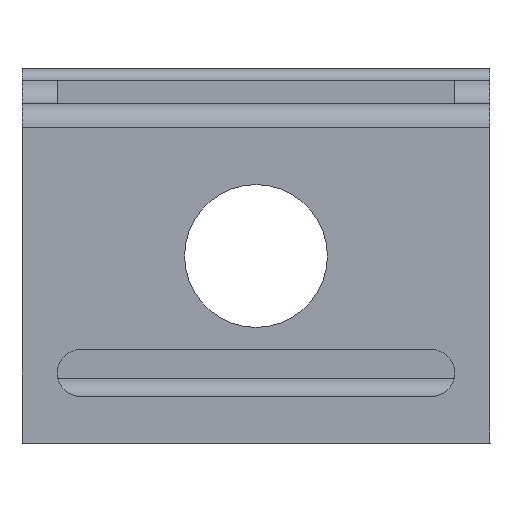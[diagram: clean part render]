
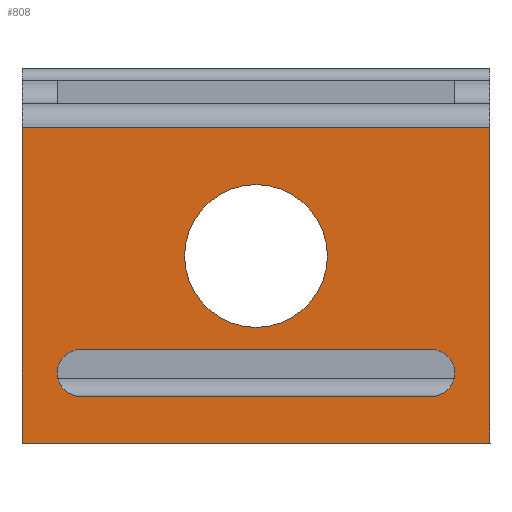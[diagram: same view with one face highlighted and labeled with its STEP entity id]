
A CAD part, left-side view. The second image highlights one B-rep face of the part: STEP entity #808.
In plain terms, the highlighted planar face has unit normal (-1, 0, 0).
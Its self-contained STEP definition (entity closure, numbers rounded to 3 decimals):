
#24=FACE_BOUND('',#133,.T.);
#25=FACE_BOUND('',#134,.T.);
#46=PLANE('',#901);
#85=FACE_OUTER_BOUND('',#132,.T.);
#132=EDGE_LOOP('',(#703,#704,#705,#706,#707));
#133=EDGE_LOOP('',(#708));
#134=EDGE_LOOP('',(#709,#710,#711,#712,#713,#714));
#150=LINE('',#1160,#225);
#194=LINE('',#1287,#269);
#195=LINE('',#1305,#270);
#203=LINE('',#1323,#278);
#211=LINE('',#1354,#286);
#213=LINE('',#1358,#288);
#214=LINE('',#1359,#289);
#225=VECTOR('',#922,10.);
#269=VECTOR('',#1044,10.);
#270=VECTOR('',#1067,10.);
#278=VECTOR('',#1081,10.);
#286=VECTOR('',#1121,10.);
#288=VECTOR('',#1125,10.);
#289=VECTOR('',#1126,10.);
#297=CIRCLE('',#830,2.);
#298=CIRCLE('',#833,2.);
#300=CIRCLE('',#836,6.1);
#315=CIRCLE('',#866,2.);
#322=CIRCLE('',#879,2.);
#336=VERTEX_POINT('',#1150);
#337=VERTEX_POINT('',#1152);
#339=VERTEX_POINT('',#1158);
#340=VERTEX_POINT('',#1162);
#342=VERTEX_POINT('',#1168);
#377=VERTEX_POINT('',#1268);
#383=VERTEX_POINT('',#1285);
#388=VERTEX_POINT('',#1302);
#389=VERTEX_POINT('',#1304);
#396=VERTEX_POINT('',#1321);
#403=VERTEX_POINT('',#1353);
#404=VERTEX_POINT('',#1357);
#410=EDGE_CURVE('',#336,#337,#297,.T.);
#414=EDGE_CURVE('',#339,#336,#150,.T.);
#415=EDGE_CURVE('',#340,#339,#298,.T.);
#418=EDGE_CURVE('',#342,#342,#300,.T.);
#469=EDGE_CURVE('',#377,#340,#315,.T.);
#478=EDGE_CURVE('',#377,#383,#194,.T.);
#485=EDGE_CURVE('',#337,#383,#322,.T.);
#487=EDGE_CURVE('',#389,#388,#195,.T.);
#497=EDGE_CURVE('',#396,#388,#203,.T.);
#512=EDGE_CURVE('',#403,#389,#211,.T.);
#514=EDGE_CURVE('',#404,#396,#213,.T.);
#515=EDGE_CURVE('',#404,#403,#214,.T.);
#703=ORIENTED_EDGE('',*,*,#497,.F.);
#704=ORIENTED_EDGE('',*,*,#514,.F.);
#705=ORIENTED_EDGE('',*,*,#515,.T.);
#706=ORIENTED_EDGE('',*,*,#512,.T.);
#707=ORIENTED_EDGE('',*,*,#487,.T.);
#708=ORIENTED_EDGE('',*,*,#418,.T.);
#709=ORIENTED_EDGE('',*,*,#469,.F.);
#710=ORIENTED_EDGE('',*,*,#478,.T.);
#711=ORIENTED_EDGE('',*,*,#485,.F.);
#712=ORIENTED_EDGE('',*,*,#410,.F.);
#713=ORIENTED_EDGE('',*,*,#414,.F.);
#714=ORIENTED_EDGE('',*,*,#415,.F.);
#808=ADVANCED_FACE('',(#85,#24,#25),#46,.T.);
#830=AXIS2_PLACEMENT_3D('',#1153,#915,#916);
#833=AXIS2_PLACEMENT_3D('',#1163,#925,#926);
#836=AXIS2_PLACEMENT_3D('',#1169,#932,#933);
#866=AXIS2_PLACEMENT_3D('',#1270,#1028,#1029);
#879=AXIS2_PLACEMENT_3D('',#1300,#1061,#1062);
#901=AXIS2_PLACEMENT_3D('',#1356,#1123,#1124);
#915=DIRECTION('center_axis',(-1.,0.,0.));
#916=DIRECTION('ref_axis',(0.,0.707,0.707));
#922=DIRECTION('',(0.,1.,0.));
#925=DIRECTION('center_axis',(-1.,0.,0.));
#926=DIRECTION('ref_axis',(0.,-0.707,0.707));
#932=DIRECTION('center_axis',(1.,0.,0.));
#933=DIRECTION('ref_axis',(0.,-1.,0.));
#1028=DIRECTION('center_axis',(-1.,0.,0.));
#1029=DIRECTION('ref_axis',(0.,-0.707,-0.707));
#1044=DIRECTION('',(0.,1.,0.));
#1061=DIRECTION('center_axis',(-1.,0.,0.));
#1062=DIRECTION('ref_axis',(0.,0.707,-0.707));
#1067=DIRECTION('',(0.,0.,1.));
#1081=DIRECTION('',(0.,-1.,0.));
#1121=DIRECTION('',(0.,0.,1.));
#1123=DIRECTION('center_axis',(-1.,0.,0.));
#1124=DIRECTION('ref_axis',(0.,0.,1.));
#1125=DIRECTION('',(0.,0.,1.));
#1126=DIRECTION('',(0.,-1.,0.));
#1150=CARTESIAN_POINT('',(-24.,15.,-8.));
#1152=CARTESIAN_POINT('',(-24.,17.,-10.));
#1153=CARTESIAN_POINT('Origin',(-24.,15.,-10.));
#1158=CARTESIAN_POINT('',(-24.,-15.,-8.));
#1160=CARTESIAN_POINT('',(-24.,-17.,-8.));
#1162=CARTESIAN_POINT('',(-24.,-17.,-10.));
#1163=CARTESIAN_POINT('Origin',(-24.,-15.,-10.));
#1168=CARTESIAN_POINT('',(-24.,6.1,0.));
#1169=CARTESIAN_POINT('Origin',(-24.,0.,0.));
#1268=CARTESIAN_POINT('',(-24.,-15.,-12.));
#1270=CARTESIAN_POINT('Origin',(-24.,-15.,-10.));
#1285=CARTESIAN_POINT('',(-24.,15.,-12.));
#1287=CARTESIAN_POINT('',(-24.,-20.,-12.));
#1300=CARTESIAN_POINT('Origin',(-24.,15.,-10.));
#1302=CARTESIAN_POINT('',(-24.,-20.,11.));
#1304=CARTESIAN_POINT('',(-24.,-20.,-12.));
#1305=CARTESIAN_POINT('',(-24.,-20.,-12.));
#1321=CARTESIAN_POINT('',(-24.,20.,11.));
#1323=CARTESIAN_POINT('',(-24.,-9.25,11.));
#1353=CARTESIAN_POINT('',(-24.,-20.,-16.));
#1354=CARTESIAN_POINT('',(-24.,-20.,-16.));
#1356=CARTESIAN_POINT('Origin',(-24.,0.,-14.));
#1357=CARTESIAN_POINT('',(-24.,20.,-16.));
#1358=CARTESIAN_POINT('',(-24.,20.,-12.));
#1359=CARTESIAN_POINT('',(-24.,20.,-16.));
